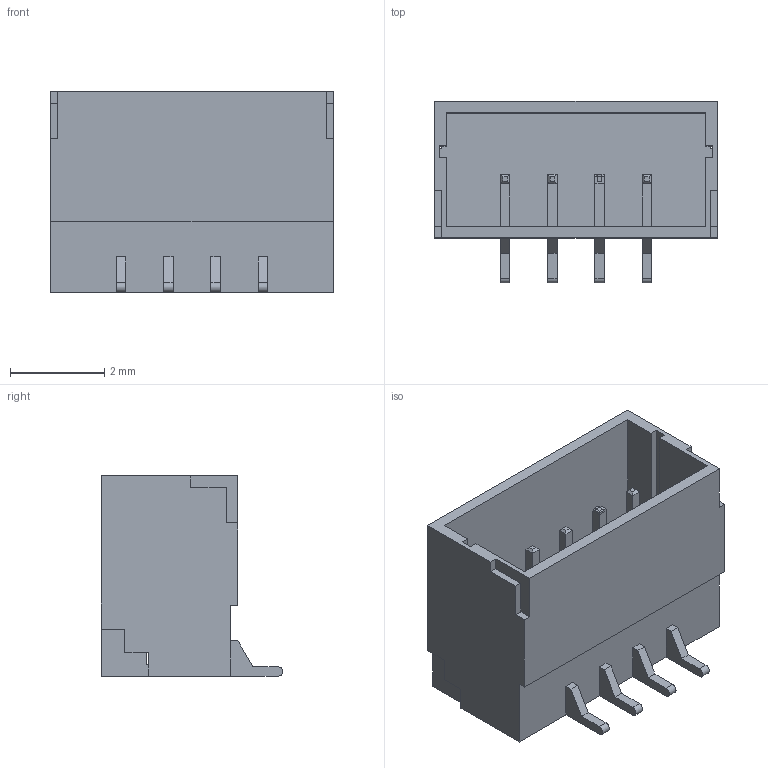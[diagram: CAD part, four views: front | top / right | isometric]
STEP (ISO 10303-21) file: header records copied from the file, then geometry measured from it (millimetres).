
FILE_DESCRIPTION(/* description */ (''),/* implementation_level */ '2;1');
FILE_NAME(/* name */ 'BM04B-SRSS-TB v3 v2.step',/* time_stamp */ '2018-05-31T15:17:41-05:00',/* author */ (''),/* organization */ (''),/* preprocessor_version */ 'ST-DEVELOPER v17',/* originating_system */ 'Autodesk Translation Framework v7.1.0.215',/* authorisation */ '');
FILE_SCHEMA (('AUTOMOTIVE_DESIGN { 1 0 10303 214 3 1 1 }'));
Length unit declared in the file: millimetre
Products named in the file (1): BM04B-SRSS-TB v3
Bounding box: 6 x 3.85 x 4.25 mm (x, y, z)
Volume: 20.7 mm3; surface area: 199.5 mm2
Topology: 2 solids, 2 shells, 117 faces, 334 edges, 218 vertices
Faces by surface type: plane 112, cylinder 5
Entity records: 3766 total; most frequent: CARTESIAN_POINT 670, ORIENTED_EDGE 668, DIRECTION 580, EDGE_CURVE 334, LINE 324, VECTOR 324, VERTEX_POINT 218, AXIS2_PLACEMENT_3D 128
